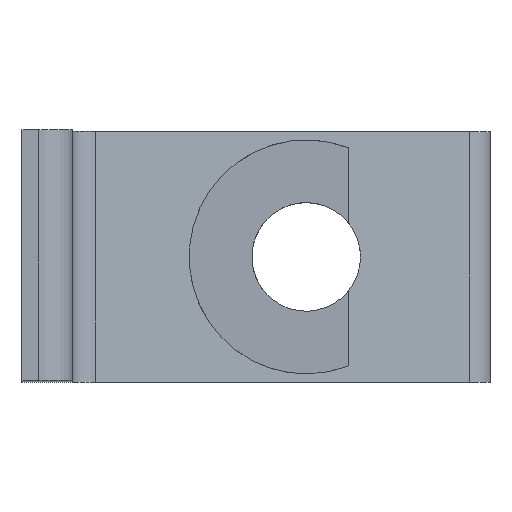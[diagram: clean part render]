
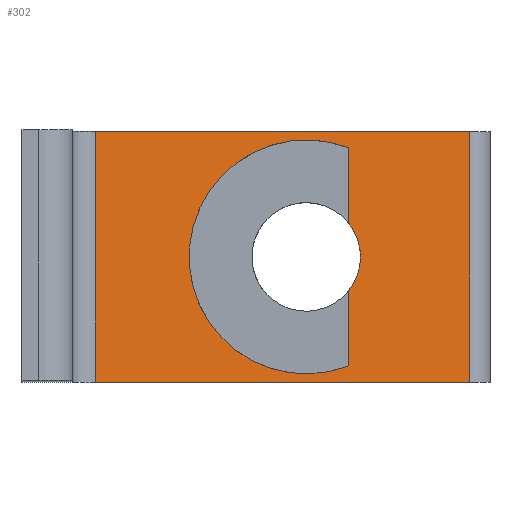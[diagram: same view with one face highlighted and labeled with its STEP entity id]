
A CAD part, top view. The second image highlights one B-rep face of the part: STEP entity #302.
In plain terms, the highlighted planar face has unit normal (0.194, 0, 0.981).
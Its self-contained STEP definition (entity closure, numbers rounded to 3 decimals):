
#16=FACE_BOUND('',#55,.T.);
#23=PLANE('',#327);
#31=ELLIPSE('',#323,14.272,14.);
#32=ELLIPSE('',#328,6.626,6.5);
#33=ELLIPSE('',#329,6.626,6.5);
#38=FACE_OUTER_BOUND('',#54,.T.);
#54=EDGE_LOOP('',(#221,#222,#223,#224));
#55=EDGE_LOOP('',(#225,#226,#227,#228,#229));
#74=LINE('',#460,#100);
#75=LINE('',#463,#101);
#76=LINE('',#467,#102);
#77=LINE('',#469,#103);
#78=LINE('',#471,#104);
#79=LINE('',#472,#105);
#100=VECTOR('',#372,1.);
#101=VECTOR('',#375,1.);
#102=VECTOR('',#378,1.);
#103=VECTOR('',#379,1.);
#104=VECTOR('',#380,1.);
#105=VECTOR('',#381,1.);
#141=VERTEX_POINT('',#454);
#142=VERTEX_POINT('',#455);
#143=VERTEX_POINT('',#459);
#144=VERTEX_POINT('',#461);
#145=VERTEX_POINT('',#465);
#146=VERTEX_POINT('',#466);
#147=VERTEX_POINT('',#468);
#148=VERTEX_POINT('',#470);
#149=VERTEX_POINT('',#473);
#171=EDGE_CURVE('',#141,#142,#31,.T.);
#173=EDGE_CURVE('',#143,#141,#74,.T.);
#175=EDGE_CURVE('',#142,#144,#75,.T.);
#176=EDGE_CURVE('',#145,#146,#76,.T.);
#177=EDGE_CURVE('',#146,#147,#77,.T.);
#178=EDGE_CURVE('',#148,#147,#78,.T.);
#179=EDGE_CURVE('',#145,#148,#79,.T.);
#180=EDGE_CURVE('',#144,#149,#32,.T.);
#181=EDGE_CURVE('',#149,#143,#33,.T.);
#221=ORIENTED_EDGE('',*,*,#176,.T.);
#222=ORIENTED_EDGE('',*,*,#177,.T.);
#223=ORIENTED_EDGE('',*,*,#178,.F.);
#224=ORIENTED_EDGE('',*,*,#179,.F.);
#225=ORIENTED_EDGE('',*,*,#173,.T.);
#226=ORIENTED_EDGE('',*,*,#171,.T.);
#227=ORIENTED_EDGE('',*,*,#175,.T.);
#228=ORIENTED_EDGE('',*,*,#180,.T.);
#229=ORIENTED_EDGE('',*,*,#181,.T.);
#302=ADVANCED_FACE('',(#38,#16),#23,.T.);
#323=AXIS2_PLACEMENT_3D('',#456,#366,#367);
#327=AXIS2_PLACEMENT_3D('',#464,#376,#377);
#328=AXIS2_PLACEMENT_3D('',#474,#382,#383);
#329=AXIS2_PLACEMENT_3D('',#475,#384,#385);
#366=DIRECTION('center_axis',(-0.194,0.,
-0.981));
#367=DIRECTION('ref_axis',(-0.981,0.,0.194));
#372=DIRECTION('',(0.,-1.,0.));
#375=DIRECTION('',(0.,-1.,0.));
#376=DIRECTION('center_axis',(0.194,0.,0.981));
#377=DIRECTION('ref_axis',(-0.981,0.,0.194));
#378=DIRECTION('',(-0.981,0.,0.194));
#379=DIRECTION('',(0.,-1.,0.));
#380=DIRECTION('',(-0.981,0.,0.194));
#381=DIRECTION('',(0.,-1.,0.));
#382=DIRECTION('center_axis',(-0.194,0.,
-0.981));
#383=DIRECTION('ref_axis',(-0.981,0.,0.194));
#384=DIRECTION('center_axis',(-0.194,0.,
-0.981));
#385=DIRECTION('ref_axis',(-0.981,0.,0.194));
#454=CARTESIAN_POINT('',(39.067,-13.051,8.));
#455=CARTESIAN_POINT('',(39.067,13.051,8.));
#456=CARTESIAN_POINT('Origin',(34.,0.,9.005));
#459=CARTESIAN_POINT('',(39.067,-4.071,8.));
#460=CARTESIAN_POINT('',(39.067,7.5,8.));
#461=CARTESIAN_POINT('',(39.067,4.071,8.));
#463=CARTESIAN_POINT('',(39.067,7.5,8.));
#464=CARTESIAN_POINT('Origin',(53.583,15.,5.123));
#465=CARTESIAN_POINT('',(53.583,15.,5.123));
#466=CARTESIAN_POINT('',(8.791,15.,14.002));
#467=CARTESIAN_POINT('',(53.583,15.,5.123));
#468=CARTESIAN_POINT('',(8.791,-15.,14.002));
#469=CARTESIAN_POINT('',(8.791,15.,14.002));
#470=CARTESIAN_POINT('',(53.583,-15.,5.123));
#471=CARTESIAN_POINT('',(53.583,-15.,5.123));
#472=CARTESIAN_POINT('',(53.583,15.,5.123));
#473=CARTESIAN_POINT('',(40.5,0.,7.716));
#474=CARTESIAN_POINT('Origin',(34.,0.,9.005));
#475=CARTESIAN_POINT('Origin',(34.,0.,9.005));
